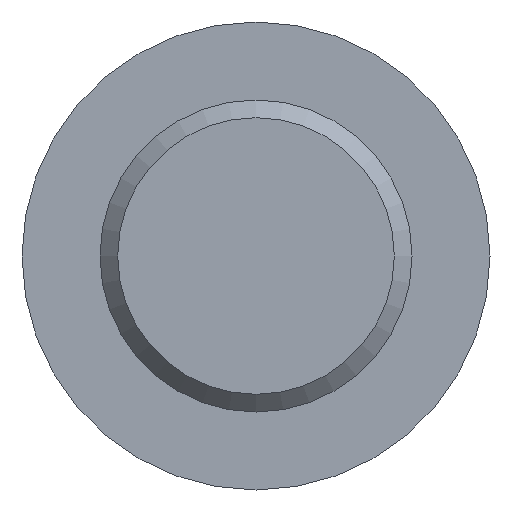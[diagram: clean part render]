
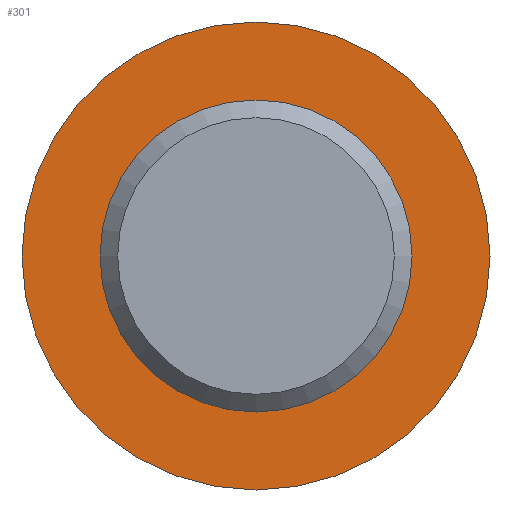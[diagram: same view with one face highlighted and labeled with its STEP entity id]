
A CAD part, front view. The second image highlights one B-rep face of the part: STEP entity #301.
In plain terms, the highlighted planar face has unit normal (0, -1, 0).
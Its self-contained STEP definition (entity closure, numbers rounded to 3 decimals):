
#4 = CARTESIAN_POINT ( 'NONE',  ( -11., 110., 0. ) ) ;
#6 = PLANE ( 'NONE',  #124 ) ;
#7 = AXIS2_PLACEMENT_3D ( 'NONE', #494, #82, #409 ) ;
#23 = CARTESIAN_POINT ( 'NONE',  ( 0., 110., 0. ) ) ;
#54 = VERTEX_POINT ( 'NONE', #180 ) ;
#55 = ORIENTED_EDGE ( 'NONE', *, *, #161, .F. ) ;
#82 = DIRECTION ( 'NONE',  ( 0., -1., 0. ) ) ;
#93 = VERTEX_POINT ( 'NONE', #519 ) ;
#124 = AXIS2_PLACEMENT_3D ( 'NONE', #4, #335, #472 ) ;
#127 = EDGE_LOOP ( 'NONE', ( #55 ) ) ;
#130 = EDGE_CURVE ( 'NONE', #54, #54, #424, .T. ) ;
#161 = EDGE_CURVE ( 'NONE', #93, #93, #174, .T. ) ;
#174 = CIRCLE ( 'NONE', #7, 11. ) ;
#180 = CARTESIAN_POINT ( 'NONE',  ( 0., 110., -16.5 ) ) ;
#183 = DIRECTION ( 'NONE',  ( 0., -1., 0. ) ) ;
#239 = AXIS2_PLACEMENT_3D ( 'NONE', #23, #183, #356 ) ;
#301 = ADVANCED_FACE ( 'NONE', ( #377, #306 ), #6, .F. ) ;
#306 = FACE_OUTER_BOUND ( 'NONE', #393, .T. ) ;
#335 = DIRECTION ( 'NONE',  ( 0., 1., 0. ) ) ;
#356 = DIRECTION ( 'NONE',  ( 0., 0., -1. ) ) ;
#377 = FACE_BOUND ( 'NONE', #127, .T. ) ;
#393 = EDGE_LOOP ( 'NONE', ( #427 ) ) ;
#409 = DIRECTION ( 'NONE',  ( 0., 0., -1. ) ) ;
#424 = CIRCLE ( 'NONE', #239, 16.5 ) ;
#427 = ORIENTED_EDGE ( 'NONE', *, *, #130, .T. ) ;
#472 = DIRECTION ( 'NONE',  ( 0., 0., 1. ) ) ;
#494 = CARTESIAN_POINT ( 'NONE',  ( 0., 110., 0. ) ) ;
#519 = CARTESIAN_POINT ( 'NONE',  ( 0., 110., -11. ) ) ;
